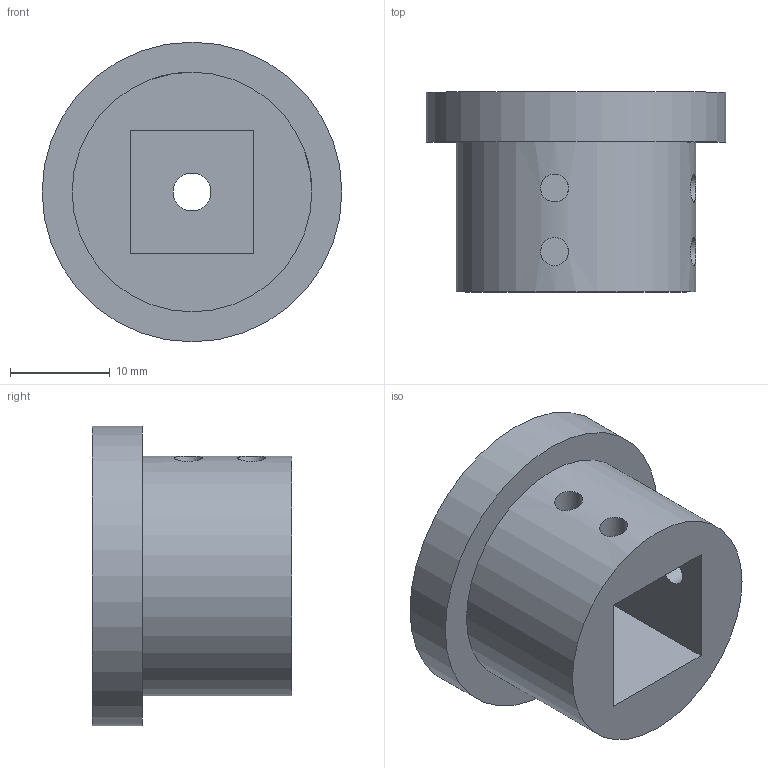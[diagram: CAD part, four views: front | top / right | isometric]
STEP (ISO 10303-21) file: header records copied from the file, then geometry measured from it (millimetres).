
FILE_DESCRIPTION(/* description */ (''),/* implementation_level */ '2;1');
FILE_NAME(/* name */ '00_RMS_TAP_Adapter.ipt.step',/* time_stamp */ '2022-11-29T07:49:33+01:00',/* author */ ('diederichbenedict'),/* organization */ (''),/* preprocessor_version */ 'ST-DEVELOPER v18.1',/* originating_system */ 'Autodesk Inventor 2022',/* authorisation */ '');
FILE_SCHEMA (('AUTOMOTIVE_DESIGN { 1 0 10303 214 3 1 1 }'));
Length unit declared in the file: millimetre
Products named in the file (1): 00_RMS_TAP_Adapter
Bounding box: 30 x 20 x 30 mm (x, y, z)
Volume: 7819.7 mm3; surface area: 3943 mm2
Topology: 1 solids, 1 shells, 15 faces, 33 edges, 22 vertices
Faces by surface type: plane 8, cylinder 7
Full cylindrical faces by diameter (mm): 2.8 x4, 3.8 x1, 24 x1, 30 x1
Entity records: 602 total; most frequent: CARTESIAN_POINT 203, DIRECTION 71, ORIENTED_EDGE 66, EDGE_CURVE 33, EDGE_LOOP 27, AXIS2_PLACEMENT_3D 26, VERTEX_POINT 22, LINE 19
